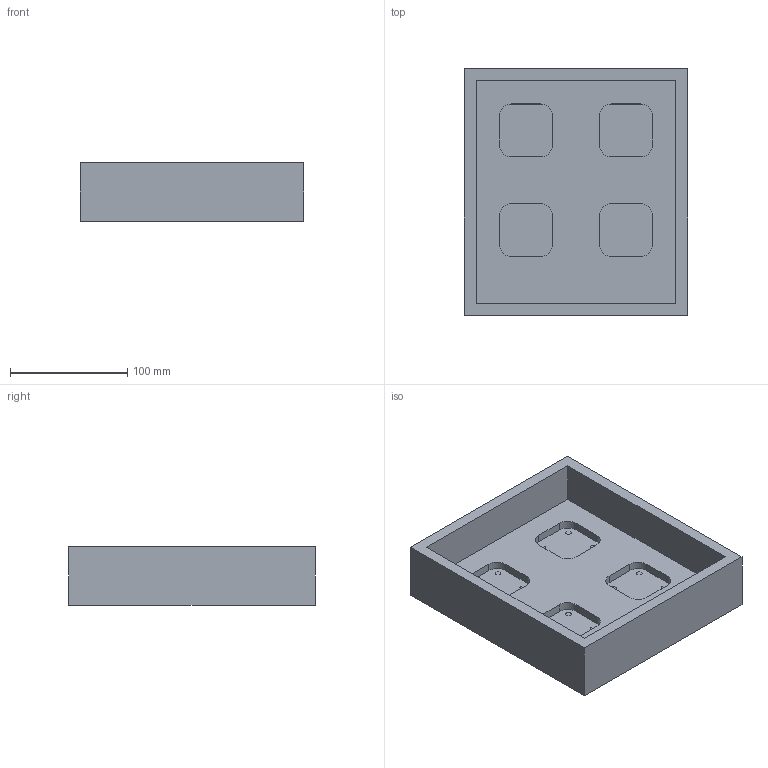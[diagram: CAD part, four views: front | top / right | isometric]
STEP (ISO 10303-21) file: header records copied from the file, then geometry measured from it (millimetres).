
FILE_DESCRIPTION(/* description */ (''),/* implementation_level */ '2;1');
FILE_NAME(/* name */ 'wall-base.step',/* time_stamp */ '2026-02-27T15:41:24+01:00',/* author */ (''),/* organization */ (''),/* preprocessor_version */ 'ST-DEVELOPER v20.1',/* originating_system */ 'Autodesk Translation Framework v14.24.0.0',/* authorisation */ '');
FILE_SCHEMA (('AUTOMOTIVE_DESIGN { 1 0 10303 214 3 1 1 }'));
Length unit declared in the file: millimetre
Products named in the file (1): (Unsaved)
Bounding box: 190 x 210 x 50 mm (x, y, z)
Volume: 794674 mm3; surface area: 154021 mm2
Topology: 1 solids, 17 shells, 125 faces, 255 edges, 170 vertices
Faces by surface type: plane 69, cylinder 32, bspline 24
Full cylindrical faces by diameter (mm): 5 x16
Entity records: 3250 total; most frequent: CARTESIAN_POINT 767, ORIENTED_EDGE 510, DIRECTION 475, EDGE_CURVE 255, VERTEX_POINT 170, AXIS2_PLACEMENT_3D 166, LINE 143, VECTOR 143
